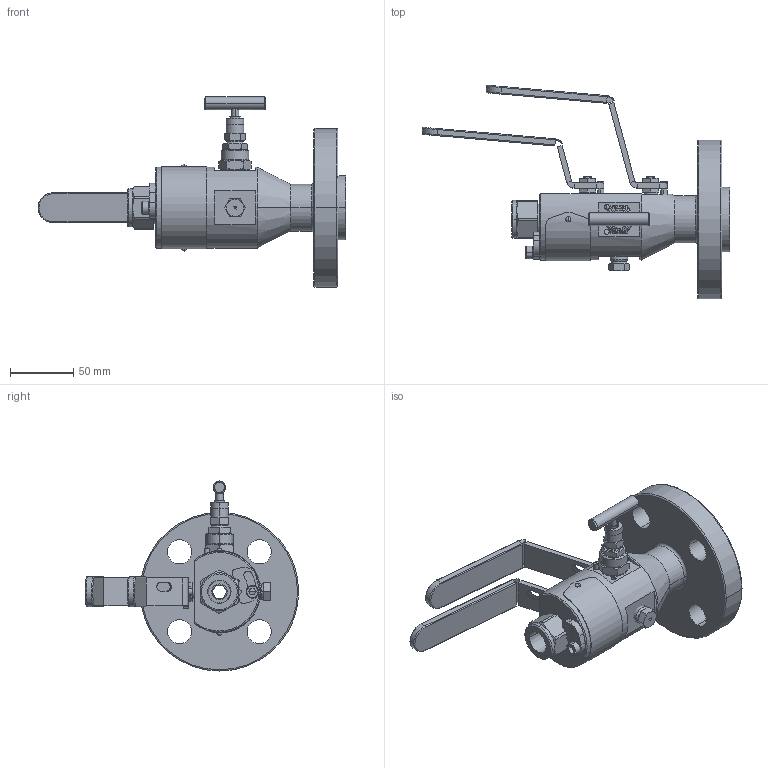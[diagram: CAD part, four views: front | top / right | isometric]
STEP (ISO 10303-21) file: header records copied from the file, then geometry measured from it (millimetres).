
FILE_DESCRIPTION((''),'2;1');
FILE_NAME('DVFADSWFVBFSE','2021-06-25T',('SantimA'),(''),'CREO PARAMETRIC BY PTC INC, 2015080','CREO PARAMETRIC BY PTC INC, 2015080','');
FILE_SCHEMA(('CONFIG_CONTROL_DESIGN'));
Length unit declared in the file: millimetre
Products named in the file (1): DVFADSWFVBFSE
Bounding box: 242.66 x 168.24 x 149.84 mm (x, y, z)
Surface area: 92120.9 mm2 (no closed solid volume)
Topology: 0 solids, 84 shells, 401 faces, 2465 edges, 2118 vertices
Faces by surface type: plane 167, cone 98, cylinder 97, torus 29, sphere 10
Entity records: 24889 total; most frequent: CARTESIAN_POINT 6891, DIRECTION 3440, ORIENTED_EDGE 3091, EDGE_CURVE 2447, VERTEX_POINT 2114, VECTOR 1740, LINE 1740, AXIS2_PLACEMENT_3D 850
